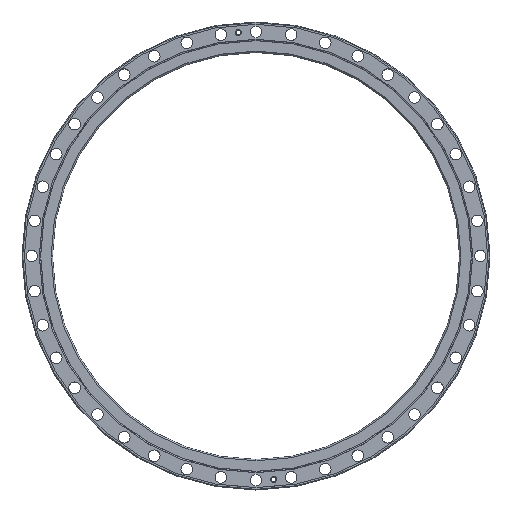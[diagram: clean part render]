
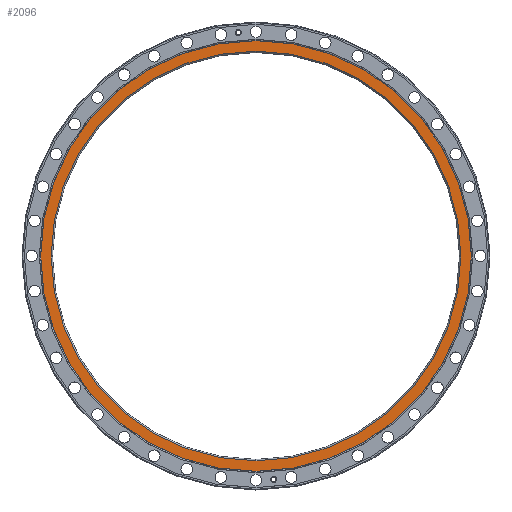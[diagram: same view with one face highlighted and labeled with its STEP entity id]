
A CAD part, top view. The second image highlights one B-rep face of the part: STEP entity #2096.
In plain terms, the highlighted planar face has unit normal (0, 0, 1).
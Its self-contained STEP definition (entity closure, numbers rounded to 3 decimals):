
#141 = DIRECTION ( 'NONE',  ( 1., 0., 0. ) ) ;
#276 = EDGE_CURVE ( 'NONE', #318, #3877, #824, .T. ) ;
#283 = AXIS2_PLACEMENT_3D ( 'NONE', #2340, #300, #2672 ) ;
#300 = DIRECTION ( 'NONE',  ( 0., 0., 1. ) ) ;
#318 = VERTEX_POINT ( 'NONE', #2526 ) ;
#332 = CIRCLE ( 'NONE', #1550, 302. ) ;
#454 = PLANE ( 'NONE',  #1624 ) ;
#744 = CARTESIAN_POINT ( 'NONE',  ( 0., 0., 0. ) ) ;
#824 = CIRCLE ( 'NONE', #2087, 317.466 ) ;
#930 = CIRCLE ( 'NONE', #283, 317.466 ) ;
#1071 = DIRECTION ( 'NONE',  ( 1., 0., 0. ) ) ;
#1133 = DIRECTION ( 'NONE',  ( 0., 0., 1. ) ) ;
#1151 = FACE_OUTER_BOUND ( 'NONE', #3378, .T. ) ;
#1239 = ORIENTED_EDGE ( 'NONE', *, *, #1803, .F. ) ;
#1333 = EDGE_CURVE ( 'NONE', #3877, #318, #930, .T. ) ;
#1477 = DIRECTION ( 'NONE',  ( -1., 0., 0. ) ) ;
#1550 = AXIS2_PLACEMENT_3D ( 'NONE', #3166, #1133, #3504 ) ;
#1572 = ORIENTED_EDGE ( 'NONE', *, *, #4360, .F. ) ;
#1578 = ORIENTED_EDGE ( 'NONE', *, *, #1333, .T. ) ;
#1612 = CARTESIAN_POINT ( 'NONE',  ( 317.466, 0., 0. ) ) ;
#1624 = AXIS2_PLACEMENT_3D ( 'NONE', #4170, #3495, #1477 ) ;
#1803 = EDGE_CURVE ( 'NONE', #2514, #4282, #2795, .T. ) ;
#2087 = AXIS2_PLACEMENT_3D ( 'NONE', #4199, #2166, #141 ) ;
#2096 = ADVANCED_FACE ( 'NONE', ( #2850, #1151 ), #454, .F. ) ;
#2166 = DIRECTION ( 'NONE',  ( 0., 0., 1. ) ) ;
#2340 = CARTESIAN_POINT ( 'NONE',  ( 0., 0., 0. ) ) ;
#2482 = EDGE_LOOP ( 'NONE', ( #1572, #1239 ) ) ;
#2514 = VERTEX_POINT ( 'NONE', #3037 ) ;
#2526 = CARTESIAN_POINT ( 'NONE',  ( -317.466, 0., 0. ) ) ;
#2672 = DIRECTION ( 'NONE',  ( 1., 0., 0. ) ) ;
#2795 = CIRCLE ( 'NONE', #4294, 302. ) ;
#2850 = FACE_BOUND ( 'NONE', #2482, .T. ) ;
#3037 = CARTESIAN_POINT ( 'NONE',  ( -302., 0., 0. ) ) ;
#3081 = CARTESIAN_POINT ( 'NONE',  ( 302., 0., 0. ) ) ;
#3101 = DIRECTION ( 'NONE',  ( 0., 0., 1. ) ) ;
#3166 = CARTESIAN_POINT ( 'NONE',  ( 0., 0., 0. ) ) ;
#3378 = EDGE_LOOP ( 'NONE', ( #3404, #1578 ) ) ;
#3404 = ORIENTED_EDGE ( 'NONE', *, *, #276, .T. ) ;
#3495 = DIRECTION ( 'NONE',  ( 0., 0., -1. ) ) ;
#3504 = DIRECTION ( 'NONE',  ( 1., 0., 0. ) ) ;
#3877 = VERTEX_POINT ( 'NONE', #1612 ) ;
#4170 = CARTESIAN_POINT ( 'NONE',  ( 0., 302., 0. ) ) ;
#4199 = CARTESIAN_POINT ( 'NONE',  ( 0., 0., 0. ) ) ;
#4282 = VERTEX_POINT ( 'NONE', #3081 ) ;
#4294 = AXIS2_PLACEMENT_3D ( 'NONE', #744, #3101, #1071 ) ;
#4360 = EDGE_CURVE ( 'NONE', #4282, #2514, #332, .T. ) ;
